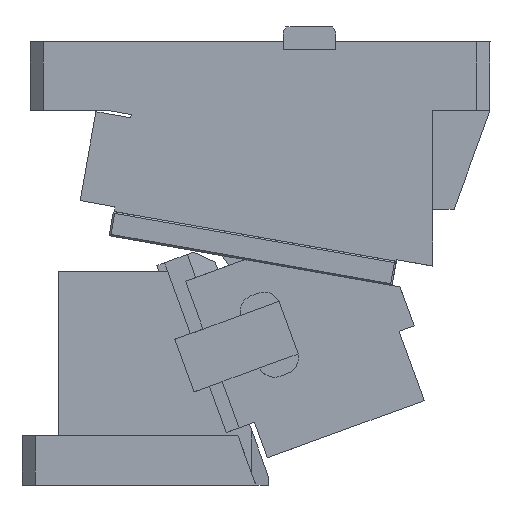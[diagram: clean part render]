
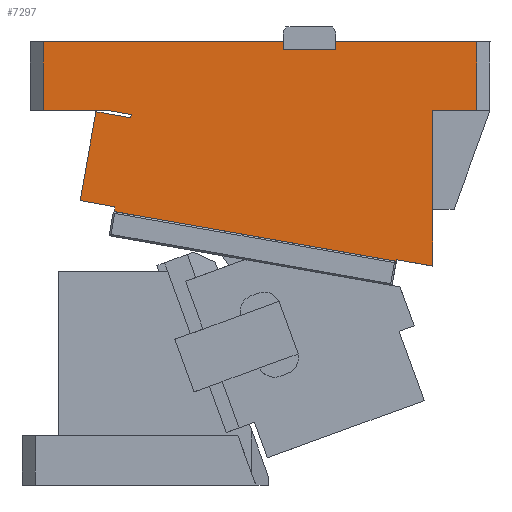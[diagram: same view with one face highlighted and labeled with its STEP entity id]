
A CAD part, front view. The second image highlights one B-rep face of the part: STEP entity #7297.
In plain terms, the highlighted planar face has unit normal (0, -1, 0).
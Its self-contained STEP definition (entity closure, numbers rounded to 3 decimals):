
#6333=CARTESIAN_POINT('Vertex',(47.,0.,228.)) ;
#6336=CARTESIAN_POINT('Line Origine',(27.464,0.,228.)) ;
#6340=CARTESIAN_POINT('Vertex',(7.929,0.,228.)) ;
#6644=CARTESIAN_POINT('Vertex',(7.929,0.,270.)) ;
#6647=CARTESIAN_POINT('Line Origine',(26.964,0.,270.)) ;
#6651=CARTESIAN_POINT('Vertex',(46.,0.,270.)) ;
#6654=CARTESIAN_POINT('Line Origine',(100.,0.,270.)) ;
#6658=CARTESIAN_POINT('Vertex',(154.,0.,270.)) ;
#7119=CARTESIAN_POINT('Line Origine',(154.,0.,267.5)) ;
#7123=CARTESIAN_POINT('Vertex',(154.,0.,265.)) ;
#7138=CARTESIAN_POINT('Axis2P3D Location',(39.827,0.,235.045)) ;
#7143=CARTESIAN_POINT('Line Origine',(7.929,0.,249.)) ;
#7148=CARTESIAN_POINT('Line Origine',(47.,0.,228.098)) ;
#7152=CARTESIAN_POINT('Vertex',(47.,0.,228.195)) ;
#7155=CARTESIAN_POINT('Line Origine',(54.015,0.,226.958)) ;
#7159=CARTESIAN_POINT('Vertex',(61.03,0.,225.721)) ;
#7162=CARTESIAN_POINT('Line Origine',(61.276,0.,225.678)) ;
#7166=CARTESIAN_POINT('Vertex',(61.522,0.,225.635)) ;
#7169=CARTESIAN_POINT('Line Origine',(61.349,0.,224.65)) ;
#7173=CARTESIAN_POINT('Vertex',(61.175,0.,223.665)) ;
#7176=CARTESIAN_POINT('Line Origine',(50.588,0.,225.532)) ;
#7180=CARTESIAN_POINT('Vertex',(40.002,0.,227.398)) ;
#7183=CARTESIAN_POINT('Line Origine',(35.226,0.,200.316)) ;
#7187=CARTESIAN_POINT('Vertex',(30.451,0.,173.234)) ;
#7190=CARTESIAN_POINT('Line Origine',(41.038,0.,171.367)) ;
#7194=CARTESIAN_POINT('Vertex',(51.624,0.,169.5)) ;
#7197=CARTESIAN_POINT('Line Origine',(51.364,0.,168.023)) ;
#7201=CARTESIAN_POINT('Vertex',(51.103,0.,166.546)) ;
#7204=CARTESIAN_POINT('Line Origine',(137.028,0.,151.395)) ;
#7208=CARTESIAN_POINT('Vertex',(222.952,0.,136.244)) ;
#7211=CARTESIAN_POINT('Line Origine',(223.039,0.,136.737)) ;
#7215=CARTESIAN_POINT('Vertex',(223.126,0.,137.229)) ;
#7218=CARTESIAN_POINT('Line Origine',(234.063,0.,135.301)) ;
#7222=CARTESIAN_POINT('Vertex',(245.,0.,133.372)) ;
#7225=CARTESIAN_POINT('Line Origine',(245.,0.,180.686)) ;
#7229=CARTESIAN_POINT('Vertex',(245.,0.,228.)) ;
#7232=CARTESIAN_POINT('Line Origine',(258.536,0.,228.)) ;
#7236=CARTESIAN_POINT('Vertex',(272.071,0.,228.)) ;
#7239=CARTESIAN_POINT('Line Origine',(272.071,0.,249.)) ;
#7243=CARTESIAN_POINT('Vertex',(272.071,0.,270.)) ;
#7246=CARTESIAN_POINT('Line Origine',(260.536,0.,270.)) ;
#7250=CARTESIAN_POINT('Vertex',(249.,0.,270.)) ;
#7253=CARTESIAN_POINT('Line Origine',(217.5,0.,270.)) ;
#7257=CARTESIAN_POINT('Vertex',(186.,0.,270.)) ;
#7260=CARTESIAN_POINT('Line Origine',(186.,0.,267.5)) ;
#7264=CARTESIAN_POINT('Vertex',(186.,0.,265.)) ;
#7267=CARTESIAN_POINT('Line Origine',(170.,0.,265.)) ;
#6337=DIRECTION('Vector Direction',(1.,0.,0.)) ;
#6648=DIRECTION('Vector Direction',(1.,0.,0.)) ;
#6655=DIRECTION('Vector Direction',(1.,0.,0.)) ;
#7120=DIRECTION('Vector Direction',(0.,0.,1.)) ;
#7139=DIRECTION('Axis2P3D Direction',(0.,-1.,0.)) ;
#7140=DIRECTION('Axis2P3D XDirection',(-0.174,0.,-0.985)) ;
#7144=DIRECTION('Vector Direction',(0.,0.,-1.)) ;
#7149=DIRECTION('Vector Direction',(0.,0.,1.)) ;
#7156=DIRECTION('Vector Direction',(-0.985,0.,0.174)) ;
#7163=DIRECTION('Vector Direction',(0.985,0.,-0.174)) ;
#7170=DIRECTION('Vector Direction',(-0.174,0.,-0.985)) ;
#7177=DIRECTION('Vector Direction',(0.985,0.,-0.174)) ;
#7184=DIRECTION('Vector Direction',(0.174,0.,0.985)) ;
#7191=DIRECTION('Vector Direction',(-0.985,0.,0.174)) ;
#7198=DIRECTION('Vector Direction',(-0.174,0.,-0.985)) ;
#7205=DIRECTION('Vector Direction',(-0.985,0.,0.174)) ;
#7212=DIRECTION('Vector Direction',(-0.174,0.,-0.985)) ;
#7219=DIRECTION('Vector Direction',(-0.985,0.,0.174)) ;
#7226=DIRECTION('Vector Direction',(0.,0.,-1.)) ;
#7233=DIRECTION('Vector Direction',(-1.,0.,0.)) ;
#7240=DIRECTION('Vector Direction',(0.,0.,-1.)) ;
#7247=DIRECTION('Vector Direction',(-1.,0.,0.)) ;
#7254=DIRECTION('Vector Direction',(-1.,0.,0.)) ;
#7261=DIRECTION('Vector Direction',(0.,0.,1.)) ;
#7268=DIRECTION('Vector Direction',(-1.,0.,0.)) ;
#7141=AXIS2_PLACEMENT_3D('Plane Axis2P3D',#7138,#7139,#7140) ;
#7273=ORIENTED_EDGE('',*,*,#7125,.T.) ;
#7274=ORIENTED_EDGE('',*,*,#6660,.F.) ;
#7275=ORIENTED_EDGE('',*,*,#6653,.F.) ;
#7276=ORIENTED_EDGE('',*,*,#7147,.T.) ;
#7277=ORIENTED_EDGE('',*,*,#6342,.T.) ;
#7278=ORIENTED_EDGE('',*,*,#7154,.T.) ;
#7279=ORIENTED_EDGE('',*,*,#7161,.F.) ;
#7280=ORIENTED_EDGE('',*,*,#7168,.F.) ;
#7281=ORIENTED_EDGE('',*,*,#7175,.F.) ;
#7282=ORIENTED_EDGE('',*,*,#7182,.F.) ;
#7283=ORIENTED_EDGE('',*,*,#7189,.F.) ;
#7284=ORIENTED_EDGE('',*,*,#7196,.F.) ;
#7285=ORIENTED_EDGE('',*,*,#7203,.F.) ;
#7286=ORIENTED_EDGE('',*,*,#7210,.F.) ;
#7287=ORIENTED_EDGE('',*,*,#7217,.F.) ;
#7288=ORIENTED_EDGE('',*,*,#7224,.F.) ;
#7289=ORIENTED_EDGE('',*,*,#7231,.F.) ;
#7290=ORIENTED_EDGE('',*,*,#7238,.F.) ;
#7291=ORIENTED_EDGE('',*,*,#7245,.F.) ;
#7292=ORIENTED_EDGE('',*,*,#7252,.T.) ;
#7293=ORIENTED_EDGE('',*,*,#7259,.T.) ;
#7294=ORIENTED_EDGE('',*,*,#7266,.F.) ;
#7295=ORIENTED_EDGE('',*,*,#7271,.T.) ;
#6338=VECTOR('Line Direction',#6337,1.) ;
#6649=VECTOR('Line Direction',#6648,1.) ;
#6656=VECTOR('Line Direction',#6655,1.) ;
#7121=VECTOR('Line Direction',#7120,1.) ;
#7145=VECTOR('Line Direction',#7144,1.) ;
#7150=VECTOR('Line Direction',#7149,1.) ;
#7157=VECTOR('Line Direction',#7156,1.) ;
#7164=VECTOR('Line Direction',#7163,1.) ;
#7171=VECTOR('Line Direction',#7170,1.) ;
#7178=VECTOR('Line Direction',#7177,1.) ;
#7185=VECTOR('Line Direction',#7184,1.) ;
#7192=VECTOR('Line Direction',#7191,1.) ;
#7199=VECTOR('Line Direction',#7198,1.) ;
#7206=VECTOR('Line Direction',#7205,1.) ;
#7213=VECTOR('Line Direction',#7212,1.) ;
#7220=VECTOR('Line Direction',#7219,1.) ;
#7227=VECTOR('Line Direction',#7226,1.) ;
#7234=VECTOR('Line Direction',#7233,1.) ;
#7241=VECTOR('Line Direction',#7240,1.) ;
#7248=VECTOR('Line Direction',#7247,1.) ;
#7255=VECTOR('Line Direction',#7254,1.) ;
#7262=VECTOR('Line Direction',#7261,1.) ;
#7269=VECTOR('Line Direction',#7268,1.) ;
#7297=ADVANCED_FACE('CAM HOLDER',(#7296),#7142,.T.) ;
#6342=EDGE_CURVE('',#6341,#6334,#6339,.T.) ;
#6653=EDGE_CURVE('',#6645,#6652,#6650,.T.) ;
#6660=EDGE_CURVE('',#6652,#6659,#6657,.T.) ;
#7125=EDGE_CURVE('',#7124,#6659,#7122,.T.) ;
#7147=EDGE_CURVE('',#6645,#6341,#7146,.T.) ;
#7154=EDGE_CURVE('',#6334,#7153,#7151,.T.) ;
#7161=EDGE_CURVE('',#7160,#7153,#7158,.T.) ;
#7168=EDGE_CURVE('',#7167,#7160,#7165,.F.) ;
#7175=EDGE_CURVE('',#7174,#7167,#7172,.F.) ;
#7182=EDGE_CURVE('',#7181,#7174,#7179,.T.) ;
#7189=EDGE_CURVE('',#7188,#7181,#7186,.T.) ;
#7196=EDGE_CURVE('',#7195,#7188,#7193,.T.) ;
#7203=EDGE_CURVE('',#7202,#7195,#7200,.F.) ;
#7210=EDGE_CURVE('',#7209,#7202,#7207,.T.) ;
#7217=EDGE_CURVE('',#7216,#7209,#7214,.T.) ;
#7224=EDGE_CURVE('',#7223,#7216,#7221,.T.) ;
#7231=EDGE_CURVE('',#7230,#7223,#7228,.T.) ;
#7238=EDGE_CURVE('',#7237,#7230,#7235,.T.) ;
#7245=EDGE_CURVE('',#7244,#7237,#7242,.T.) ;
#7252=EDGE_CURVE('',#7244,#7251,#7249,.T.) ;
#7259=EDGE_CURVE('',#7251,#7258,#7256,.T.) ;
#7266=EDGE_CURVE('',#7265,#7258,#7263,.T.) ;
#7271=EDGE_CURVE('',#7265,#7124,#7270,.T.) ;
#7272=EDGE_LOOP('',(#7273,#7274,#7275,#7276,#7277,#7278,#7279,#7280,#7281,#7282,#7283,#7284,#7285,#7286,#7287,#7288,#7289,#7290,#7291,#7292,#7293,#7294,#7295)) ;
#7296=FACE_OUTER_BOUND('',#7272,.T.) ;
#6339=LINE('Line',#6336,#6338) ;
#6650=LINE('Line',#6647,#6649) ;
#6657=LINE('Line',#6654,#6656) ;
#7122=LINE('Line',#7119,#7121) ;
#7146=LINE('Line',#7143,#7145) ;
#7151=LINE('Line',#7148,#7150) ;
#7158=LINE('Line',#7155,#7157) ;
#7165=LINE('Line',#7162,#7164) ;
#7172=LINE('Line',#7169,#7171) ;
#7179=LINE('Line',#7176,#7178) ;
#7186=LINE('Line',#7183,#7185) ;
#7193=LINE('Line',#7190,#7192) ;
#7200=LINE('Line',#7197,#7199) ;
#7207=LINE('Line',#7204,#7206) ;
#7214=LINE('Line',#7211,#7213) ;
#7221=LINE('Line',#7218,#7220) ;
#7228=LINE('Line',#7225,#7227) ;
#7235=LINE('Line',#7232,#7234) ;
#7242=LINE('Line',#7239,#7241) ;
#7249=LINE('Line',#7246,#7248) ;
#7256=LINE('Line',#7253,#7255) ;
#7263=LINE('Line',#7260,#7262) ;
#7270=LINE('Line',#7267,#7269) ;
#7142=PLANE('Plane',#7141) ;
#6334=VERTEX_POINT('',#6333) ;
#6341=VERTEX_POINT('',#6340) ;
#6645=VERTEX_POINT('',#6644) ;
#6652=VERTEX_POINT('',#6651) ;
#6659=VERTEX_POINT('',#6658) ;
#7124=VERTEX_POINT('',#7123) ;
#7153=VERTEX_POINT('',#7152) ;
#7160=VERTEX_POINT('',#7159) ;
#7167=VERTEX_POINT('',#7166) ;
#7174=VERTEX_POINT('',#7173) ;
#7181=VERTEX_POINT('',#7180) ;
#7188=VERTEX_POINT('',#7187) ;
#7195=VERTEX_POINT('',#7194) ;
#7202=VERTEX_POINT('',#7201) ;
#7209=VERTEX_POINT('',#7208) ;
#7216=VERTEX_POINT('',#7215) ;
#7223=VERTEX_POINT('',#7222) ;
#7230=VERTEX_POINT('',#7229) ;
#7237=VERTEX_POINT('',#7236) ;
#7244=VERTEX_POINT('',#7243) ;
#7251=VERTEX_POINT('',#7250) ;
#7258=VERTEX_POINT('',#7257) ;
#7265=VERTEX_POINT('',#7264) ;
